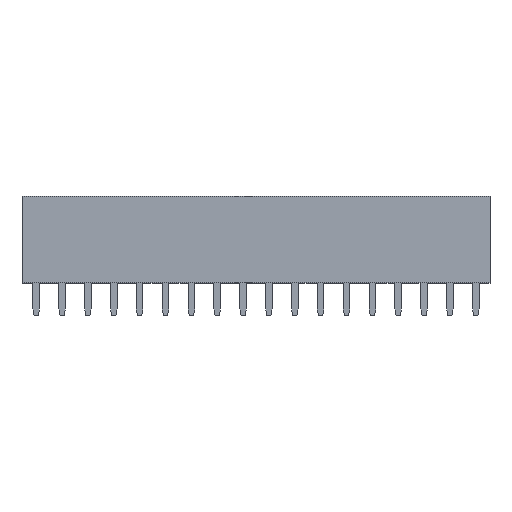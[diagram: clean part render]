
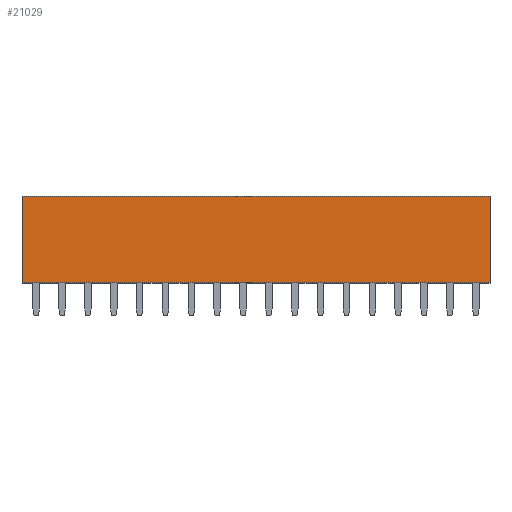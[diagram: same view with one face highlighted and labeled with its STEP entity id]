
A CAD part, top view. The second image highlights one B-rep face of the part: STEP entity #21029.
In plain terms, the highlighted planar face has unit normal (0, 0, 1).
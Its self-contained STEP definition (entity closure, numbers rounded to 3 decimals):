
#8552 = VERTEX_POINT('',#8553);
#8553 = CARTESIAN_POINT('',(22.985,0.,1.25));
#8559 = EDGE_CURVE('',#8560,#8552,#8562,.T.);
#8560 = VERTEX_POINT('',#8561);
#8561 = CARTESIAN_POINT('',(-22.985,0.,1.25));
#8562 = LINE('',#8563,#8564);
#8563 = CARTESIAN_POINT('',(-22.985,0.,1.25));
#8564 = VECTOR('',#8565,1.);
#8565 = DIRECTION('',(1.,0.,0.));
#20747 = VERTEX_POINT('',#20748);
#20748 = CARTESIAN_POINT('',(22.985,8.5,1.25));
#20765 = VERTEX_POINT('',#20766);
#20766 = CARTESIAN_POINT('',(-22.985,8.5,1.25));
#20772 = EDGE_CURVE('',#20765,#20747,#20773,.T.);
#20773 = LINE('',#20774,#20775);
#20774 = CARTESIAN_POINT('',(-22.985,8.5,1.25));
#20775 = VECTOR('',#20776,1.);
#20776 = DIRECTION('',(1.,0.,0.));
#21029 = ADVANCED_FACE('',(#21030),#21046,.T.);
#21030 = FACE_BOUND('',#21031,.T.);
#21031 = EDGE_LOOP('',(#21032,#21038,#21039,#21045));
#21032 = ORIENTED_EDGE('',*,*,#21033,.T.);
#21033 = EDGE_CURVE('',#8552,#20747,#21034,.T.);
#21034 = LINE('',#21035,#21036);
#21035 = CARTESIAN_POINT('',(22.985,0.,1.25));
#21036 = VECTOR('',#21037,1.);
#21037 = DIRECTION('',(0.,1.,0.));
#21038 = ORIENTED_EDGE('',*,*,#20772,.F.);
#21039 = ORIENTED_EDGE('',*,*,#21040,.F.);
#21040 = EDGE_CURVE('',#8560,#20765,#21041,.T.);
#21041 = LINE('',#21042,#21043);
#21042 = CARTESIAN_POINT('',(-22.985,0.,1.25));
#21043 = VECTOR('',#21044,1.);
#21044 = DIRECTION('',(0.,1.,0.));
#21045 = ORIENTED_EDGE('',*,*,#8559,.T.);
#21046 = PLANE('',#21047);
#21047 = AXIS2_PLACEMENT_3D('',#21048,#21049,#21050);
#21048 = CARTESIAN_POINT('',(-22.985,4.25,1.25));
#21049 = DIRECTION('',(0.,0.,1.));
#21050 = DIRECTION('',(0.,-1.,0.));
